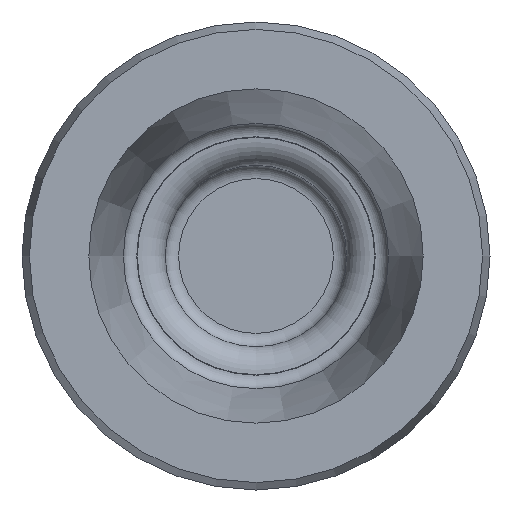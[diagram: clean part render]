
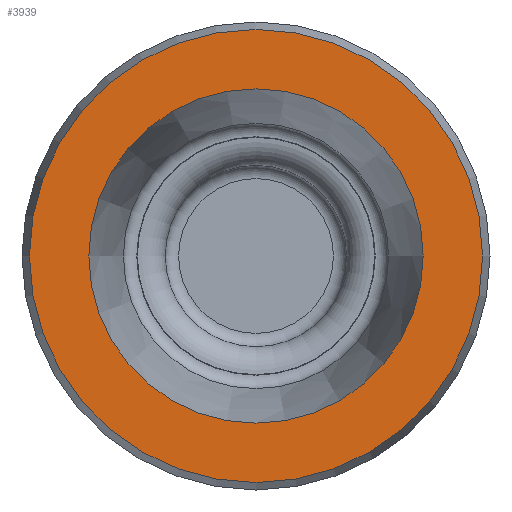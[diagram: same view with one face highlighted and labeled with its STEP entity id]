
A CAD part, front view. The second image highlights one B-rep face of the part: STEP entity #3939.
In plain terms, the highlighted planar face has unit normal (0, -1, 0).
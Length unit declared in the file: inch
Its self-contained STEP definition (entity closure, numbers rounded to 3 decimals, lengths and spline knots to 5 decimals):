
#906=PLANE($,#4227);
#988=FACE_BOUND($,#1482,.T.);
#1210=FACE_OUTER_BOUND($,#1481,.T.);
#1481=EDGE_LOOP($,(#3687));
#1482=EDGE_LOOP($,(#3688));
#1610=CIRCLE($,#4226,1.01651);
#1611=CIRCLE($,#4228,0.75);
#1992=VERTEX_POINT($,#8275);
#1993=VERTEX_POINT($,#8278);
#2558=EDGE_CURVE($,#1992,#1992,#1610,.T.);
#2559=EDGE_CURVE($,#1993,#1993,#1611,.T.);
#3687=ORIENTED_EDGE($,*,*,#2558,.T.);
#3688=ORIENTED_EDGE($,*,*,#2559,.F.);
#3939=ADVANCED_FACE($,(#1210,#988),#906,.T.);
#4226=AXIS2_PLACEMENT_3D($,#8276,#5046,#5047);
#4227=AXIS2_PLACEMENT_3D($,#8277,#5048,#5049);
#4228=AXIS2_PLACEMENT_3D($,#8279,#5050,#5051);
#5046=DIRECTION('center_axis',(0.,-1.,0.));
#5047=DIRECTION('ref_axis',(1.,0.,0.));
#5048=DIRECTION('center_axis',(0.,-1.,0.));
#5049=DIRECTION('ref_axis',(0.,0.,-1.));
#5050=DIRECTION('center_axis',(0.,-1.,0.));
#5051=DIRECTION('ref_axis',(1.,0.,0.));
#8275=CARTESIAN_POINT('',(1.01651,-1.63,0.));
#8276=CARTESIAN_POINT('Origin',(0.,-1.63,0.));
#8277=CARTESIAN_POINT('Origin',(0.75,-1.63,0.));
#8278=CARTESIAN_POINT('',(0.75,-1.63,0.));
#8279=CARTESIAN_POINT('Origin',(0.,-1.63,0.));
